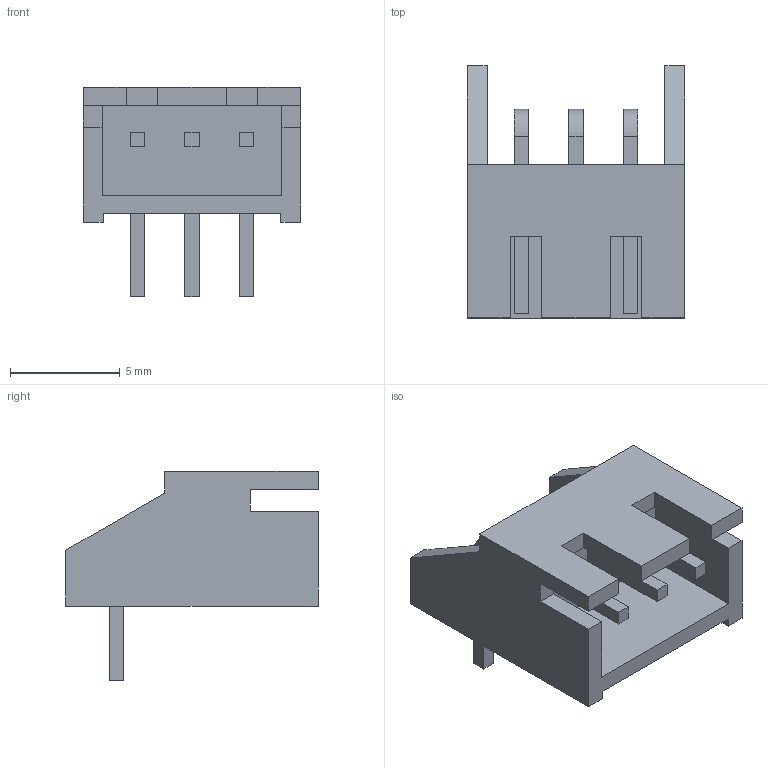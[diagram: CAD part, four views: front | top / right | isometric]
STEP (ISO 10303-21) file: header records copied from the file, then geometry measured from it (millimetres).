
FILE_DESCRIPTION(('FreeCAD Model'),'2;1');
FILE_NAME('JST_XH_S03B-XH-A_03x2.50mm_Angled.STEP','2016-03-20T22:59:46',('Author') ,(''),'Open CASCADE STEP processor 6.8','FreeCAD','Unknown');
FILE_SCHEMA(('AUTOMOTIVE_DESIGN_CC2 { 1 2 10303 214 -1 1 5 4 }'));
Length unit declared in the file: millimetre
Products named in the file (1): S3B-XH-A
Bounding box: 9.9 x 11.5 x 9.55 mm (x, y, z)
Volume: 279.1 mm3; surface area: 635.7 mm2
Topology: 1 solids, 1 shells, 74 faces, 198 edges, 132 vertices
Faces by surface type: plane 68, cylinder 6
Entity records: 5925 total; most frequent: CARTESIAN_POINT 1413, DIRECTION 726, LINE 546, VECTOR 546, ORIENTED_EDGE 396, PCURVE 396, DEFINITIONAL_REPRESENTATION 396, EDGE_CURVE 198
